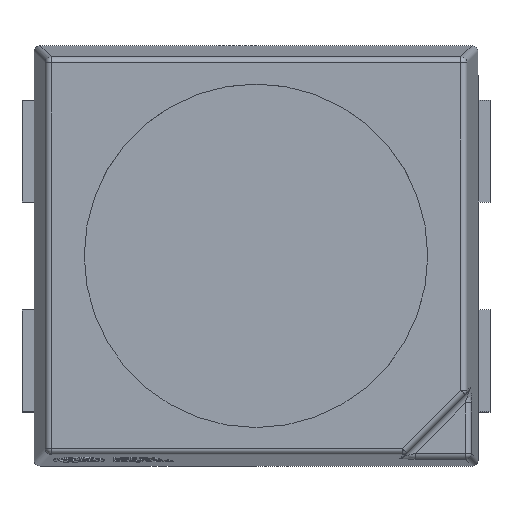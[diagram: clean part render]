
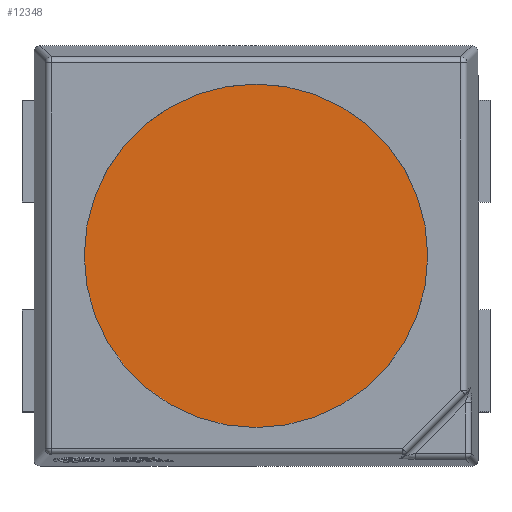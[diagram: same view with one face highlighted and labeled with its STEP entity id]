
A CAD part, top view. The second image highlights one B-rep face of the part: STEP entity #12348.
In plain terms, the highlighted planar face has unit normal (0, 0, 1).
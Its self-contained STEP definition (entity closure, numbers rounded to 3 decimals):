
#1586 = CARTESIAN_POINT ( 'NONE',  ( 0., 0., 1.09 ) ) ;
#3132 = EDGE_LOOP ( 'NONE', ( #7979, #9356 ) ) ;
#3738 = DIRECTION ( 'NONE',  ( 1., 0., 0. ) ) ;
#5200 = DIRECTION ( 'NONE',  ( 0., 0., 1. ) ) ;
#6307 = AXIS2_PLACEMENT_3D ( 'NONE', #8978, #5200, #10091 ) ;
#6576 = DIRECTION ( 'NONE',  ( 1., 0., 0. ) ) ;
#7329 = CIRCLE ( 'NONE', #11823, 1.432 ) ;
#7424 = FACE_OUTER_BOUND ( 'NONE', #3132, .T. ) ;
#7907 = VERTEX_POINT ( 'NONE', #9383 ) ;
#7979 = ORIENTED_EDGE ( 'NONE', *, *, #10904, .T. ) ;
#8023 = AXIS2_PLACEMENT_3D ( 'NONE', #1586, #8909, #6576 ) ;
#8909 = DIRECTION ( 'NONE',  ( 0., 0., 1. ) ) ;
#8978 = CARTESIAN_POINT ( 'NONE',  ( 0., 0., 1.09 ) ) ;
#9356 = ORIENTED_EDGE ( 'NONE', *, *, #12421, .T. ) ;
#9383 = CARTESIAN_POINT ( 'NONE',  ( -1.432, 0., 1.09 ) ) ;
#9617 = PLANE ( 'NONE',  #8023 ) ;
#10091 = DIRECTION ( 'NONE',  ( 1., 0., 0. ) ) ;
#10180 = VERTEX_POINT ( 'NONE', #12428 ) ;
#10556 = CARTESIAN_POINT ( 'NONE',  ( 0., 0., 1.09 ) ) ;
#10904 = EDGE_CURVE ( 'NONE', #10180, #7907, #7329, .T. ) ;
#11823 = AXIS2_PLACEMENT_3D ( 'NONE', #10556, #14359, #3738 ) ;
#12348 = ADVANCED_FACE ( 'NONE', ( #7424 ), #9617, .T. ) ;
#12421 = EDGE_CURVE ( 'NONE', #7907, #10180, #12750, .T. ) ;
#12428 = CARTESIAN_POINT ( 'NONE',  ( 1.432, 0., 1.09 ) ) ;
#12750 = CIRCLE ( 'NONE', #6307, 1.432 ) ;
#14359 = DIRECTION ( 'NONE',  ( 0., 0., 1. ) ) ;
